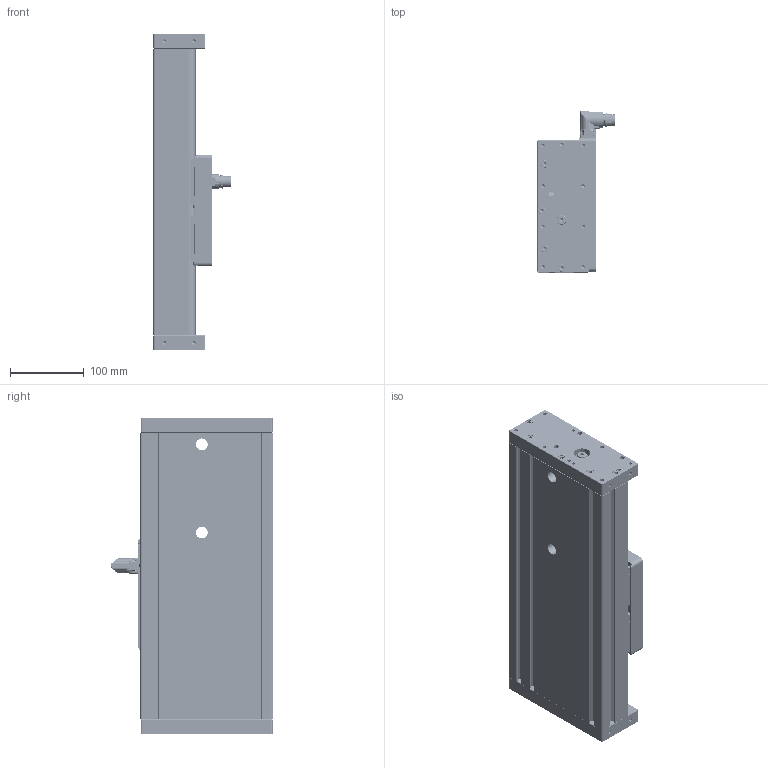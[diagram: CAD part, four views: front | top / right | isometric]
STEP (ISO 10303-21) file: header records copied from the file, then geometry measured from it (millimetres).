
FILE_DESCRIPTION (( 'STEP AP214' ), '1' );
FILE_NAME ('0186-1411_250508_EM01-37-430_235_1CE37Sx120F-HP-BE02-MD01-R.STEP', '2025-05-08T11:14:52', ( '' ), ( '' ), 'SwSTEP 2.0', 'SolidWorks 2024', '' );
FILE_SCHEMA (( 'AUTOMOTIVE_DESIGN' ));
Length unit declared in the file: millimetre
Products named in the file (31): 0230-0205_zyl.-schr._i-6kt_M5x45_8.8_v-b (2); 0230-0433_LLTHC 15 U-T0 P5; 0160-0071_ES01k-37Sx390_ES01k-37Sx390; 0186-0332_0_PS01-37Sx120F-HP-N; 0160-0650_Lins.-Schr_I-6rd_M2.5x6_INOX; 112739-7; E01-kabel; 0150-2982_K05-R!N-0.28-FWK_POS1; MC01-Rw!m_fuss_Fuss; 0186-1475_CE37Sx120F-HP-BE02-MD01-R; 0186-1743_EM01-37-430; 0150-2189_Hammermutter N8!M4; 0186-0802_PL01-20x405!360-HP-PF_PL01-20x405!360-HP-PF; 0230-0037_Zyl.-Schr._i-6kt_M6x30_8.8_v-b; 0230-1151_O-Ring 19.00x3.5_NBR70_schwarz; 0160-4605_LR01-15x388; 0180-2365_E01k-37S-APFix-W; 0180-3475_EM01k-37S-AH; 0150-3128_MC01-Rw!m_KOPF; 0230-0320_Zyl.-Schr_I-6kt_n-K_M8x25_8.8_v-b; Stecker_picospox_5_f-litze_Standard F; 0150-4759_E01-37S!FWKFix-HD_POS1; Stecker_MiniFit_4p; 0230-0497_Zyl.-schr._i-6kt_M4x12_12.9_schwarz; 0186-1411_250508_EM01-37-430_235_1CE37Sx120F-HP-BE02-MD01-R; 0230-0231_Zyl.-Stift_5x20_STAHL-GH; 0160-0806_Kugelscheibe_M8 x17x 8.4_Stahl; 0180-3476_EM01k-37S-AV; 0230-0041_zyl.-schr._i-6kt_M4x16_8.8_v-b; Kabel_litze E01-37S_Rechts; Litze37SFront
Assembly tree (92 placements, depth 6):
  0186-1411_250508_EM01-37-430_235_1CE37Sx120F-HP-BE02-MD01-R
    0186-1743_EM01-37-430
      0160-0071_ES01k-37Sx390_ES01k-37Sx390
      0180-3476_EM01k-37S-AV
      0180-3475_EM01k-37S-AH
      0230-0037_Zyl.-Schr._i-6kt_M6x30_8.8_v-b  x10
      0230-0320_Zyl.-Schr_I-6kt_n-K_M8x25_8.8_v-b
      0160-0806_Kugelscheibe_M8 x17x 8.4_Stahl  x2
      0230-0231_Zyl.-Stift_5x20_STAHL-GH  x4
      0160-4605_LR01-15x388  x2
      0186-0802_PL01-20x405!360-HP-PF_PL01-20x405!360-HP-PF
      0230-0041_zyl.-schr._i-6kt_M4x16_8.8_v-b  x14
      0150-2189_Hammermutter N8!M4  x14
      0230-1151_O-Ring 19.00x3.5_NBR70_schwarz
    0186-1475_CE37Sx120F-HP-BE02-MD01-R
      0150-4759_E01-37S!FWKFix-HD_POS1
        0180-2365_E01k-37S-APFix-W
        0230-0433_LLTHC 15 U-T0 P5  x4
        0150-2982_K05-R!N-0.28-FWK_POS1
          0160-0650_Lins.-Schr_I-6rd_M2.5x6_INOX  x4
          E01-kabel
          Kabel_litze E01-37S_Rechts
            Litze37SFront
            Stecker_MiniFit_4p
            Stecker_picospox_5_f-litze_Standard F
          0150-3128_MC01-Rw!m_KOPF
            112739-7
            MC01-Rw!m_fuss_Fuss
        0230-0205_zyl.-schr._i-6kt_M5x45_8.8_v-b (2)  x2
        0230-0497_Zyl.-schr._i-6kt_M4x12_12.9_schwarz  x16
      0186-0332_0_PS01-37Sx120F-HP-N
Bounding box: 105.28 x 219.85 x 430 mm (x, y, z)
Volume: 3117942.6 mm3; surface area: 787391.7 mm2
Topology: 106 solids, 109 shells, 9045 faces, 21907 edges, 13286 vertices
Faces by surface type: plane 3429, cone 2217, cylinder 2085, bspline 1171, torus 140, sphere 3
Full cylindrical faces by diameter (mm): 0.5 x5, 0.6 x5, 1 x4, 1.1 x5, 2.05 x6, 2.1 x4, 2.4 x2, 2.5 x44, 2.7 x8, 3.2 x3, 3.3 x30, 4 x544, 4.2 x3, 4.3 x24, 4.5 x14, 4.8 x1, 5 x152, 5.4 x3, 5.5 x4, 6 x281, 6.4 x11, 6.6 x6, 6.8 x2, 7 x31, 7.5 x14, 8 x42, 8.4 x2, 8.5 x2, 9 x5, 9.5 x1
Entity records: 189033 total; most frequent: CARTESIAN_POINT 75306, ORIENTED_EDGE 22638, DIRECTION 18330, EDGE_CURVE 11319, VERTEX_POINT 7683, VECTOR 6352, LINE 6352, EDGE_LOOP 6034
